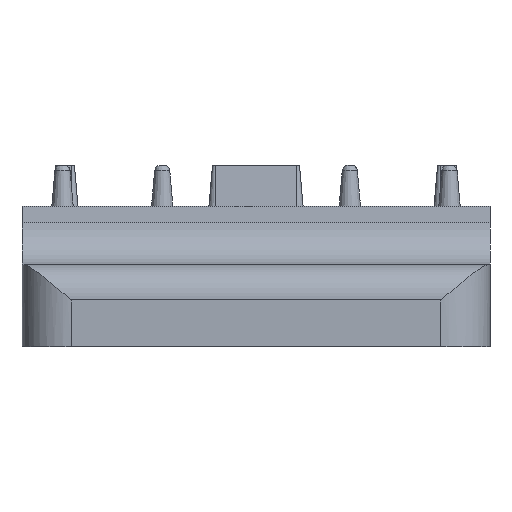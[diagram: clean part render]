
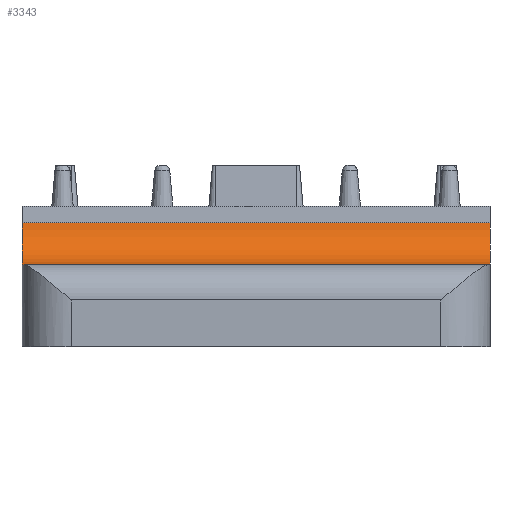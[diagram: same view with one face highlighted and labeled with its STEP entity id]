
A CAD part, front view. The second image highlights one B-rep face of the part: STEP entity #3343.
In plain terms, the highlighted cylindrical face has radius 4 mm (diameter 8 mm), a partial arc.
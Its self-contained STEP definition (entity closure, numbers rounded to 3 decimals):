
#95 = PLANE('',#96);
#96 = AXIS2_PLACEMENT_3D('',#97,#98,#99);
#97 = CARTESIAN_POINT('',(19.955,-40.745,12.));
#98 = DIRECTION('',(-1.,0.,0.));
#99 = DIRECTION('',(0.,0.,1.));
#299 = VERTEX_POINT('',#300);
#300 = CARTESIAN_POINT('',(19.955,-24.12,7.));
#314 = PLANE('',#315);
#315 = AXIS2_PLACEMENT_3D('',#316,#317,#318);
#316 = CARTESIAN_POINT('',(20.,-41.955,7.));
#317 = DIRECTION('',(0.,0.,1.));
#318 = DIRECTION('',(1.,0.,-0.));
#485 = VERTEX_POINT('',#486);
#486 = CARTESIAN_POINT('',(19.955,-20.14,10.602));
#500 = PLANE('',#501);
#501 = AXIS2_PLACEMENT_3D('',#502,#503,#504);
#502 = CARTESIAN_POINT('',(20.,-20.14,10.602));
#503 = DIRECTION('',(0.,-0.995,0.1));
#504 = DIRECTION('',(0.,-0.1,-0.995));
#512 = EDGE_CURVE('',#485,#299,#513,.T.);
#513 = SURFACE_CURVE('',#514,(#519,#526),.PCURVE_S1.);
#514 = CIRCLE('',#515,4.);
#515 = AXIS2_PLACEMENT_3D('',#516,#517,#518);
#516 = CARTESIAN_POINT('',(19.955,-24.12,11.));
#517 = DIRECTION('',(-1.,0.,0.));
#518 = DIRECTION('',(0.,0.,1.));
#519 = PCURVE('',#95,#520);
#520 = DEFINITIONAL_REPRESENTATION('',(#521),#525);
#521 = CIRCLE('',#522,4.);
#522 = AXIS2_PLACEMENT_2D('',#523,#524);
#523 = CARTESIAN_POINT('',(-1.,16.625));
#524 = DIRECTION('',(1.,0.));
#525 = ( GEOMETRIC_REPRESENTATION_CONTEXT(2) 
PARAMETRIC_REPRESENTATION_CONTEXT() REPRESENTATION_CONTEXT('2D SPACE',''
  ) );
#526 = PCURVE('',#527,#532);
#527 = CYLINDRICAL_SURFACE('',#528,4.);
#528 = AXIS2_PLACEMENT_3D('',#529,#530,#531);
#529 = CARTESIAN_POINT('',(20.,-24.12,11.));
#530 = DIRECTION('',(1.,-0.,-0.));
#531 = DIRECTION('',(0.,0.,1.));
#532 = DEFINITIONAL_REPRESENTATION('',(#533),#537);
#533 = LINE('',#534,#535);
#534 = CARTESIAN_POINT('',(6.283,-0.045));
#535 = VECTOR('',#536,1.);
#536 = DIRECTION('',(-1.,0.));
#537 = ( GEOMETRIC_REPRESENTATION_CONTEXT(2) 
PARAMETRIC_REPRESENTATION_CONTEXT() REPRESENTATION_CONTEXT('2D SPACE',''
  ) );
#994 = PLANE('',#995);
#995 = AXIS2_PLACEMENT_3D('',#996,#997,#998);
#996 = CARTESIAN_POINT('',(-19.955,40.745,12.));
#997 = DIRECTION('',(1.,0.,-0.));
#998 = DIRECTION('',(-0.,0.,-1.));
#2054 = VERTEX_POINT('',#2055);
#2055 = CARTESIAN_POINT('',(-19.955,-24.12,7.));
#2076 = EDGE_CURVE('',#2054,#2077,#2079,.T.);
#2077 = VERTEX_POINT('',#2078);
#2078 = CARTESIAN_POINT('',(-19.955,-20.14,10.602));
#2079 = SURFACE_CURVE('',#2080,(#2085,#2092),.PCURVE_S1.);
#2080 = CIRCLE('',#2081,4.);
#2081 = AXIS2_PLACEMENT_3D('',#2082,#2083,#2084);
#2082 = CARTESIAN_POINT('',(-19.955,-24.12,11.));
#2083 = DIRECTION('',(1.,0.,-0.));
#2084 = DIRECTION('',(-0.,0.,-1.));
#2085 = PCURVE('',#994,#2086);
#2086 = DEFINITIONAL_REPRESENTATION('',(#2087),#2091);
#2087 = CIRCLE('',#2088,4.);
#2088 = AXIS2_PLACEMENT_2D('',#2089,#2090);
#2089 = CARTESIAN_POINT('',(1.,-64.865));
#2090 = DIRECTION('',(1.,0.));
#2091 = ( GEOMETRIC_REPRESENTATION_CONTEXT(2) 
PARAMETRIC_REPRESENTATION_CONTEXT() REPRESENTATION_CONTEXT('2D SPACE',''
  ) );
#2092 = PCURVE('',#527,#2093);
#2093 = DEFINITIONAL_REPRESENTATION('',(#2094),#2098);
#2094 = LINE('',#2095,#2096);
#2095 = CARTESIAN_POINT('',(3.142,-39.955));
#2096 = VECTOR('',#2097,1.);
#2097 = DIRECTION('',(1.,0.));
#2098 = ( GEOMETRIC_REPRESENTATION_CONTEXT(2) 
PARAMETRIC_REPRESENTATION_CONTEXT() REPRESENTATION_CONTEXT('2D SPACE',''
  ) );
#3296 = EDGE_CURVE('',#299,#2054,#3297,.T.);
#3297 = SURFACE_CURVE('',#3298,(#3302,#3309),.PCURVE_S1.);
#3298 = LINE('',#3299,#3300);
#3299 = CARTESIAN_POINT('',(20.,-24.12,7.));
#3300 = VECTOR('',#3301,1.);
#3301 = DIRECTION('',(-1.,-0.,-0.));
#3302 = PCURVE('',#314,#3303);
#3303 = DEFINITIONAL_REPRESENTATION('',(#3304),#3308);
#3304 = LINE('',#3305,#3306);
#3305 = CARTESIAN_POINT('',(0.,17.835));
#3306 = VECTOR('',#3307,1.);
#3307 = DIRECTION('',(-1.,0.));
#3308 = ( GEOMETRIC_REPRESENTATION_CONTEXT(2) 
PARAMETRIC_REPRESENTATION_CONTEXT() REPRESENTATION_CONTEXT('2D SPACE',''
  ) );
#3309 = PCURVE('',#527,#3310);
#3310 = DEFINITIONAL_REPRESENTATION('',(#3311),#3315);
#3311 = LINE('',#3312,#3313);
#3312 = CARTESIAN_POINT('',(3.142,0.));
#3313 = VECTOR('',#3314,1.);
#3314 = DIRECTION('',(0.,-1.));
#3315 = ( GEOMETRIC_REPRESENTATION_CONTEXT(2) 
PARAMETRIC_REPRESENTATION_CONTEXT() REPRESENTATION_CONTEXT('2D SPACE',''
  ) );
#3321 = EDGE_CURVE('',#485,#2077,#3322,.T.);
#3322 = SURFACE_CURVE('',#3323,(#3327,#3334),.PCURVE_S1.);
#3323 = LINE('',#3324,#3325);
#3324 = CARTESIAN_POINT('',(20.,-20.14,10.602));
#3325 = VECTOR('',#3326,1.);
#3326 = DIRECTION('',(-1.,-0.,-0.));
#3327 = PCURVE('',#500,#3328);
#3328 = DEFINITIONAL_REPRESENTATION('',(#3329),#3333);
#3329 = LINE('',#3330,#3331);
#3330 = CARTESIAN_POINT('',(0.,0.));
#3331 = VECTOR('',#3332,1.);
#3332 = DIRECTION('',(0.,-1.));
#3333 = ( GEOMETRIC_REPRESENTATION_CONTEXT(2) 
PARAMETRIC_REPRESENTATION_CONTEXT() REPRESENTATION_CONTEXT('2D SPACE',''
  ) );
#3334 = PCURVE('',#527,#3335);
#3335 = DEFINITIONAL_REPRESENTATION('',(#3336),#3340);
#3336 = LINE('',#3337,#3338);
#3337 = CARTESIAN_POINT('',(4.613,0.));
#3338 = VECTOR('',#3339,1.);
#3339 = DIRECTION('',(0.,-1.));
#3340 = ( GEOMETRIC_REPRESENTATION_CONTEXT(2) 
PARAMETRIC_REPRESENTATION_CONTEXT() REPRESENTATION_CONTEXT('2D SPACE',''
  ) );
#3343 = ADVANCED_FACE('',(#3344),#527,.F.);
#3344 = FACE_BOUND('',#3345,.F.);
#3345 = EDGE_LOOP('',(#3346,#3347,#3348,#3349));
#3346 = ORIENTED_EDGE('',*,*,#3321,.F.);
#3347 = ORIENTED_EDGE('',*,*,#512,.T.);
#3348 = ORIENTED_EDGE('',*,*,#3296,.T.);
#3349 = ORIENTED_EDGE('',*,*,#2076,.T.);
